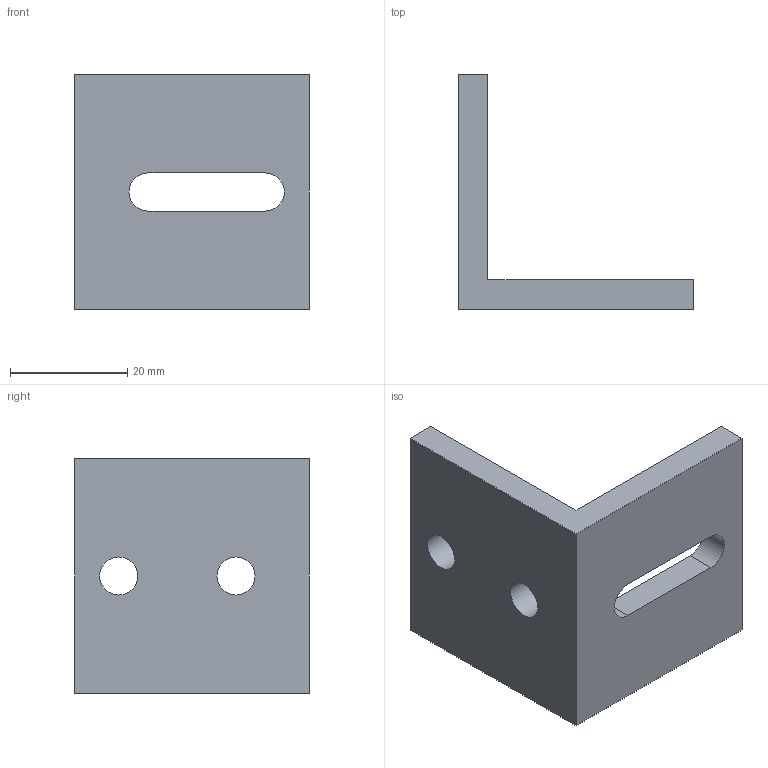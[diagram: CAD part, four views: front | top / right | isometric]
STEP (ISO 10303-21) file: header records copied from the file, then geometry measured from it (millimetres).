
FILE_DESCRIPTION((''),'2;1');
FILE_NAME('SZ0926N-A.stp','2013-08-27T13:33:18',('janine behrens'),(''),'Autodesk Inventor 2012','Autodesk Inventor 2012','');
FILE_SCHEMA(('AUTOMOTIVE_DESIGN { 1 0 10303 214 1 1 1 1 }'));
Length unit declared in the file: millimetre
Products named in the file (1): SZ0926N-A
Bounding box: 40 x 40 x 40 mm (x, y, z)
Volume: 13852.3 mm3; surface area: 7197.2 mm2
Topology: 1 solids, 1 shells, 14 faces, 38 edges, 26 vertices
Faces by surface type: plane 10, cylinder 4
Full cylindrical faces by diameter (mm): 6.5 x2
Entity records: 456 total; most frequent: CARTESIAN_POINT 73, DIRECTION 72, ORIENTED_EDGE 68, EDGE_CURVE 34, VECTOR 26, LINE 26, VERTEX_POINT 24, AXIS2_PLACEMENT_3D 23
